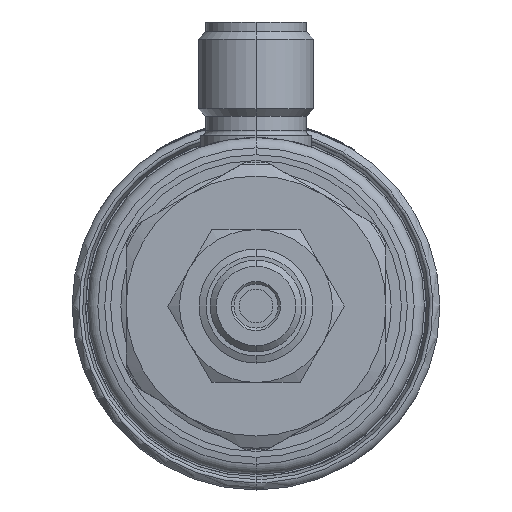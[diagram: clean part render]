
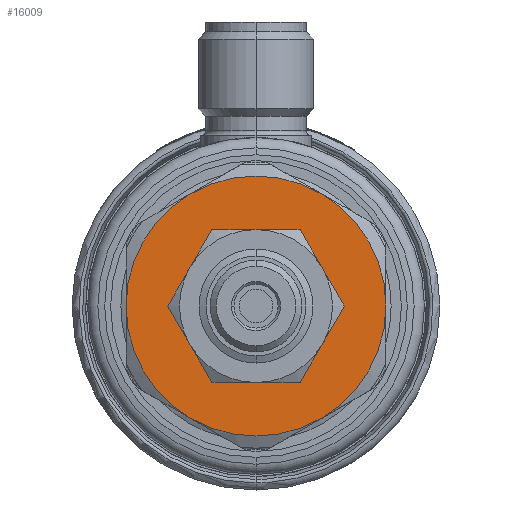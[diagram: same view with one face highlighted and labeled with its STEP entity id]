
A CAD part, front view. The second image highlights one B-rep face of the part: STEP entity #16009.
In plain terms, the highlighted planar face has unit normal (0, -1, 0).
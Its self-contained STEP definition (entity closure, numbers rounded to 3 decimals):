
#1884=CARTESIAN_POINT('',(6.75,0.,
-11.691));
#1916=CARTESIAN_POINT('',(0.,0.,0.));
#1917=DIRECTION('',(0.,1.,0.));
#1918=DIRECTION('',(-0.5,0.,0.866));
#1919=AXIS2_PLACEMENT_3D('',#1916,#1917,#1918);
#1921=CARTESIAN_POINT('',(0.,0.,0.));
#1922=DIRECTION('',(0.,1.,0.));
#1923=DIRECTION('',(0.,0.,1.));
#1924=AXIS2_PLACEMENT_3D('',#1921,#1922,#1923);
#1926=CARTESIAN_POINT('',(0.,0.,0.));
#1927=DIRECTION('',(0.,1.,0.));
#1928=DIRECTION('',(0.5,0.,0.866));
#1929=AXIS2_PLACEMENT_3D('',#1926,#1927,#1928);
#1931=CARTESIAN_POINT('',(0.,0.,0.));
#1932=DIRECTION('',(0.,1.,0.));
#1933=DIRECTION('',(1.,0.,0.));
#1934=AXIS2_PLACEMENT_3D('',#1931,#1932,#1933);
#1936=CARTESIAN_POINT('',(0.,0.,0.));
#1937=DIRECTION('',(0.,1.,0.));
#1938=DIRECTION('',(0.5,0.,-0.866));
#1939=AXIS2_PLACEMENT_3D('',#1936,#1937,#1938);
#1941=CARTESIAN_POINT('',(0.,0.,0.));
#1942=DIRECTION('',(0.,1.,0.));
#1943=DIRECTION('',(0.,0.,-1.));
#1944=AXIS2_PLACEMENT_3D('',#1941,#1942,#1943);
#1946=CARTESIAN_POINT('',(0.,0.,0.));
#1947=DIRECTION('',(0.,1.,0.));
#1948=DIRECTION('',(-0.5,0.,-0.866));
#1949=AXIS2_PLACEMENT_3D('',#1946,#1947,#1948);
#1951=CARTESIAN_POINT('',(0.,0.,0.));
#1952=DIRECTION('',(0.,1.,0.));
#1953=DIRECTION('',(-1.,0.,0.));
#1954=AXIS2_PLACEMENT_3D('',#1951,#1952,#1953);
#1956=CARTESIAN_POINT('',(0.,0.,0.));
#1957=DIRECTION('',(0.,-1.,0.));
#1958=DIRECTION('',(0.,0.,1.));
#1959=AXIS2_PLACEMENT_3D('',#1956,#1957,#1958);
#1961=CARTESIAN_POINT('',(0.,0.,0.));
#1962=DIRECTION('',(0.,-1.,0.));
#1963=DIRECTION('',(0.,0.,-1.));
#1964=AXIS2_PLACEMENT_3D('',#1961,#1962,#1963);
#2237=CARTESIAN_POINT('',(6.75,0.,
11.691));
#2272=CARTESIAN_POINT('',(13.5,0.,0.));
#11829=VERTEX_POINT('',#2237);
#11837=VERTEX_POINT('',#2272);
#11843=VERTEX_POINT('',#1884);
#11853=CARTESIAN_POINT('',(0.,0.,-13.5));
#11854=CARTESIAN_POINT('',(-6.75,0.,-11.691));
#11855=VERTEX_POINT('',#11853);
#11856=VERTEX_POINT('',#11854);
#11857=CARTESIAN_POINT('',(0.,0.,13.5));
#11858=VERTEX_POINT('',#11857);
#11859=CARTESIAN_POINT('',(-6.75,0.,11.691));
#11860=VERTEX_POINT('',#11859);
#11861=CARTESIAN_POINT('',(-13.5,0.,0.));
#11862=VERTEX_POINT('',#11861);
#11863=CARTESIAN_POINT('',(0.,0.,7.15));
#11864=CARTESIAN_POINT('',(0.,0.,-7.15));
#11865=VERTEX_POINT('',#11863);
#11866=VERTEX_POINT('',#11864);
#15982=CARTESIAN_POINT('',(0.,0.,0.));
#15983=DIRECTION('',(0.,-1.,0.));
#15984=DIRECTION('',(0.,0.,-1.));
#15985=AXIS2_PLACEMENT_3D('',#15982,#15983,#15984);
#15986=PLANE('',#15985);
#15988=ORIENTED_EDGE('',*,*,#15987,.T.);
#15990=ORIENTED_EDGE('',*,*,#15989,.T.);
#15992=ORIENTED_EDGE('',*,*,#15991,.T.);
#15994=ORIENTED_EDGE('',*,*,#15993,.T.);
#15995=ORIENTED_EDGE('',*,*,#15965,.T.);
#15996=ORIENTED_EDGE('',*,*,#15963,.T.);
#15998=ORIENTED_EDGE('',*,*,#15997,.T.);
#16000=ORIENTED_EDGE('',*,*,#15999,.T.);
#16001=EDGE_LOOP('',(#15988,#15990,#15992,#15994,#15995,#15996,#15998,#16000));
#16002=FACE_OUTER_BOUND('',#16001,.F.);
#16004=ORIENTED_EDGE('',*,*,#16003,.T.);
#16006=ORIENTED_EDGE('',*,*,#16005,.T.);
#16007=EDGE_LOOP('',(#16004,#16006));
#16008=FACE_BOUND('',#16007,.F.);
#1920=CIRCLE('',#1919,13.5);
#1925=CIRCLE('',#1924,13.5);
#1930=CIRCLE('',#1929,13.5);
#1935=CIRCLE('',#1934,13.5);
#1940=CIRCLE('',#1939,13.5);
#1945=CIRCLE('',#1944,13.5);
#1950=CIRCLE('',#1949,13.5);
#1955=CIRCLE('',#1954,13.5);
#1960=CIRCLE('',#1959,7.15);
#1965=CIRCLE('',#1964,7.15);
#15963=EDGE_CURVE('',#11855,#11856,#1945,.T.);
#15965=EDGE_CURVE('',#11843,#11855,#1940,.T.);
#15987=EDGE_CURVE('',#11860,#11858,#1920,.T.);
#15989=EDGE_CURVE('',#11858,#11829,#1925,.T.);
#15991=EDGE_CURVE('',#11829,#11837,#1930,.T.);
#15993=EDGE_CURVE('',#11837,#11843,#1935,.T.);
#15997=EDGE_CURVE('',#11856,#11862,#1950,.T.);
#15999=EDGE_CURVE('',#11862,#11860,#1955,.T.);
#16003=EDGE_CURVE('',#11865,#11866,#1960,.T.);
#16005=EDGE_CURVE('',#11866,#11865,#1965,.T.);
#16009=ADVANCED_FACE('',(#16002,#16008),#15986,.T.);
